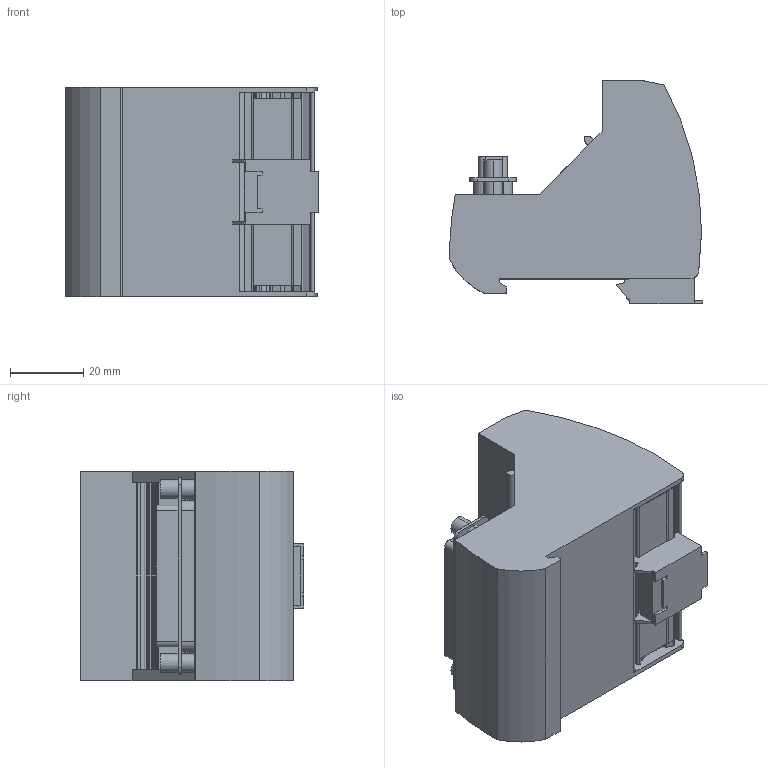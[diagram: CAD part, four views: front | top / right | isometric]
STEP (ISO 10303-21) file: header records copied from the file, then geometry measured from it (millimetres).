
FILE_DESCRIPTION(('SolidDesigner STEP Export'),'2;1');
FILE_NAME('2315188_VIP_3_SC_D25SUB_F-select.stp','2013-09-16T 7:46:07',(''),(''),'Creo Elements/Direct Modeling STEP processor for AP214 (Solid Model)','Creo Elements/Direct Modeling 18.1 06-May-2012 (C) Parametric Technology GmbH','');
FILE_SCHEMA(('AUTOMOTIVE_DESIGN { 1 0 10303 214 1 1 1 1 }'));
Length unit declared in the file: millimetre
Products named in the file (2): 2315188_VIP_3_SC_D25SUB_F-select
Assembly tree (1 placements, depth 2):
  2315188_VIP_3_SC_D25SUB_F-select
    2315188_VIP_3_SC_D25SUB_F-select
Bounding box: 69.05 x 60.97 x 57.1 mm (x, y, z)
Volume: 122610.4 mm3; surface area: 29875.4 mm2
Topology: 1 solids, 1 shells, 849 faces, 2341 edges, 1500 vertices
Faces by surface type: plane 722, cylinder 127
Entity records: 27078 total; most frequent: ORIENTED_EDGE 4682, CARTESIAN_POINT 4616, DIRECTION 4221, EDGE_CURVE 2341, VECTOR 2011, LINE 2011, VERTEX_POINT 1500, AXIS2_PLACEMENT_3D 1105
